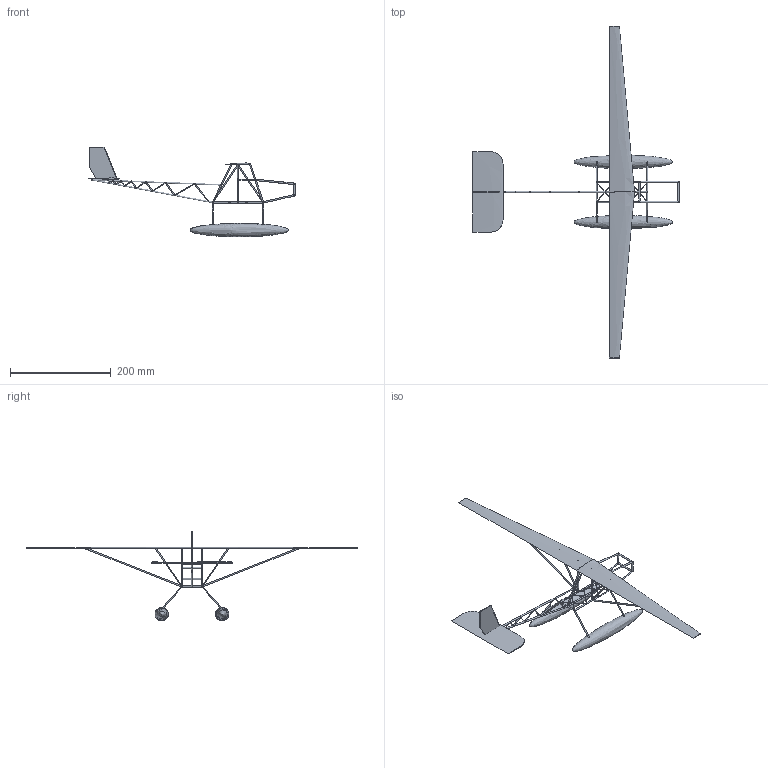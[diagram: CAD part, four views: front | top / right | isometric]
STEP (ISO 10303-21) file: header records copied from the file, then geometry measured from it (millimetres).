
FILE_DESCRIPTION(/* description */ (''),/* implementation_level */ '2;1');
FILE_NAME(/* name */ 'ULA-3 v1.step',/* time_stamp */ '2025-08-12T21:51:41+01:00',/* author */ (''),/* organization */ (''),/* preprocessor_version */ 'ST-DEVELOPER v20.1',/* originating_system */ 'Autodesk Translation Framework v14.10.0.0',/* authorisation */ '');
FILE_SCHEMA (('AUTOMOTIVE_DESIGN { 1 0 10303 214 3 1 1 }'));
Length unit declared in the file: centimetre
Products named in the file (1): ULA-3
Bounding box: 410.15 x 660 x 178.33 mm (x, y, z)
Volume: 227867.7 mm3; surface area: 124702.8 mm2
Topology: 46 solids, 46 shells, 166 faces, 241 edges, 161 vertices
Faces by surface type: plane 93, cylinder 65, bspline 8
Full cylindrical faces by diameter (mm): 1 x12, 2 x13, 2.4 x22, 2.5 x2, 3 x13
Entity records: 3945 total; most frequent: CARTESIAN_POINT 956, DIRECTION 672, ORIENTED_EDGE 474, AXIS2_PLACEMENT_3D 290, EDGE_CURVE 237, FACE_OUTER_BOUND 166, EDGE_LOOP 166, ADVANCED_FACE 166
